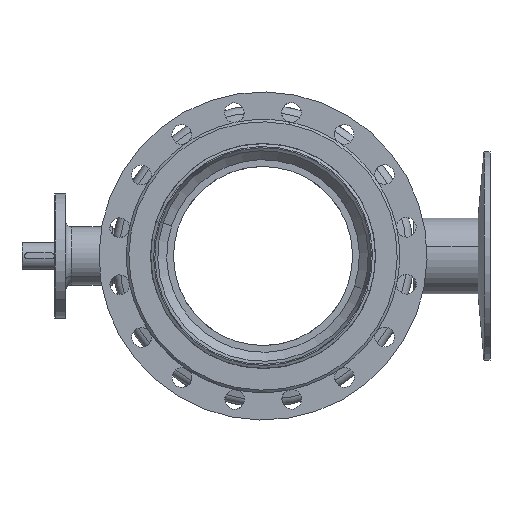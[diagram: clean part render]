
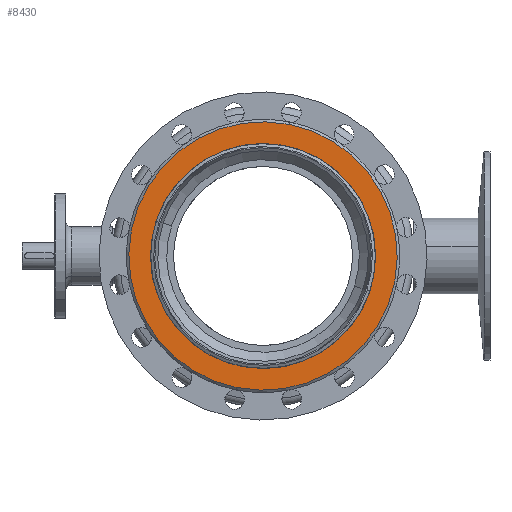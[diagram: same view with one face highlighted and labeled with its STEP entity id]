
A CAD part, left-side view. The second image highlights one B-rep face of the part: STEP entity #8430.
In plain terms, the highlighted face is planar.
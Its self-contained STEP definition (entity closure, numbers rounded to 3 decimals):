
#176 = ORIENTED_EDGE ( 'NONE', *, *, #236, .F. ) ;
#236 = EDGE_CURVE ( 'NONE', #2392, #5311, #4437, .T. ) ;
#455 = AXIS2_PLACEMENT_3D ( 'NONE', #2151, #7450, #5135 ) ;
#721 = ORIENTED_EDGE ( 'NONE', *, *, #2143, .F. ) ;
#1322 = EDGE_LOOP ( 'NONE', ( #721, #176 ) ) ;
#1461 = DIRECTION ( 'NONE',  ( 0., 0., 1. ) ) ;
#1469 = PLANE ( 'NONE',  #455 ) ;
#1483 = CARTESIAN_POINT ( 'NONE',  ( 0., 0., 42. ) ) ;
#1655 = CIRCLE ( 'NONE', #8236, 188.5 ) ;
#1713 = CARTESIAN_POINT ( 'NONE',  ( -188.5, 0., 42. ) ) ;
#1891 = VERTEX_POINT ( 'NONE', #4756 ) ;
#2038 = AXIS2_PLACEMENT_3D ( 'NONE', #4782, #7778, #7877 ) ;
#2143 = EDGE_CURVE ( 'NONE', #5311, #2392, #1655, .T. ) ;
#2151 = CARTESIAN_POINT ( 'NONE',  ( 0., 0., 42. ) ) ;
#2240 = CARTESIAN_POINT ( 'NONE',  ( 188.5, 0., 42. ) ) ;
#2392 = VERTEX_POINT ( 'NONE', #2240 ) ;
#2677 = VERTEX_POINT ( 'NONE', #5602 ) ;
#3554 = CARTESIAN_POINT ( 'NONE',  ( 0., 0., 42. ) ) ;
#4173 = DIRECTION ( 'NONE',  ( 0., 0., 1. ) ) ;
#4437 = CIRCLE ( 'NONE', #5228, 188.5 ) ;
#4460 = DIRECTION ( 'NONE',  ( 0., 0., 1. ) ) ;
#4687 = DIRECTION ( 'NONE',  ( 1., 0., 0. ) ) ;
#4756 = CARTESIAN_POINT ( 'NONE',  ( -225., 0., 42. ) ) ;
#4782 = CARTESIAN_POINT ( 'NONE',  ( 0., 0., 42. ) ) ;
#5135 = DIRECTION ( 'NONE',  ( 1., 0., 0. ) ) ;
#5228 = AXIS2_PLACEMENT_3D ( 'NONE', #6138, #1461, #6834 ) ;
#5311 = VERTEX_POINT ( 'NONE', #1713 ) ;
#5455 = CIRCLE ( 'NONE', #6384, 225. ) ;
#5574 = ORIENTED_EDGE ( 'NONE', *, *, #7236, .T. ) ;
#5602 = CARTESIAN_POINT ( 'NONE',  ( 225., 0., 42. ) ) ;
#5693 = DIRECTION ( 'NONE',  ( 1., 0., 0. ) ) ;
#6138 = CARTESIAN_POINT ( 'NONE',  ( 0., 0., 42. ) ) ;
#6384 = AXIS2_PLACEMENT_3D ( 'NONE', #3554, #4173, #5693 ) ;
#6834 = DIRECTION ( 'NONE',  ( 1., 0., 0. ) ) ;
#6930 = EDGE_LOOP ( 'NONE', ( #7477, #5574 ) ) ;
#7236 = EDGE_CURVE ( 'NONE', #2677, #1891, #5455, .T. ) ;
#7349 = CIRCLE ( 'NONE', #2038, 225. ) ;
#7450 = DIRECTION ( 'NONE',  ( 0., 0., 1. ) ) ;
#7477 = ORIENTED_EDGE ( 'NONE', *, *, #9513, .T. ) ;
#7778 = DIRECTION ( 'NONE',  ( 0., 0., 1. ) ) ;
#7877 = DIRECTION ( 'NONE',  ( 1., 0., 0. ) ) ;
#8236 = AXIS2_PLACEMENT_3D ( 'NONE', #1483, #4460, #4687 ) ;
#8430 = ADVANCED_FACE ( 'NONE', ( #8915, #8869 ), #1469, .T. ) ;
#8869 = FACE_BOUND ( 'NONE', #1322, .T. ) ;
#8915 = FACE_OUTER_BOUND ( 'NONE', #6930, .T. ) ;
#9513 = EDGE_CURVE ( 'NONE', #1891, #2677, #7349, .T. ) ;
